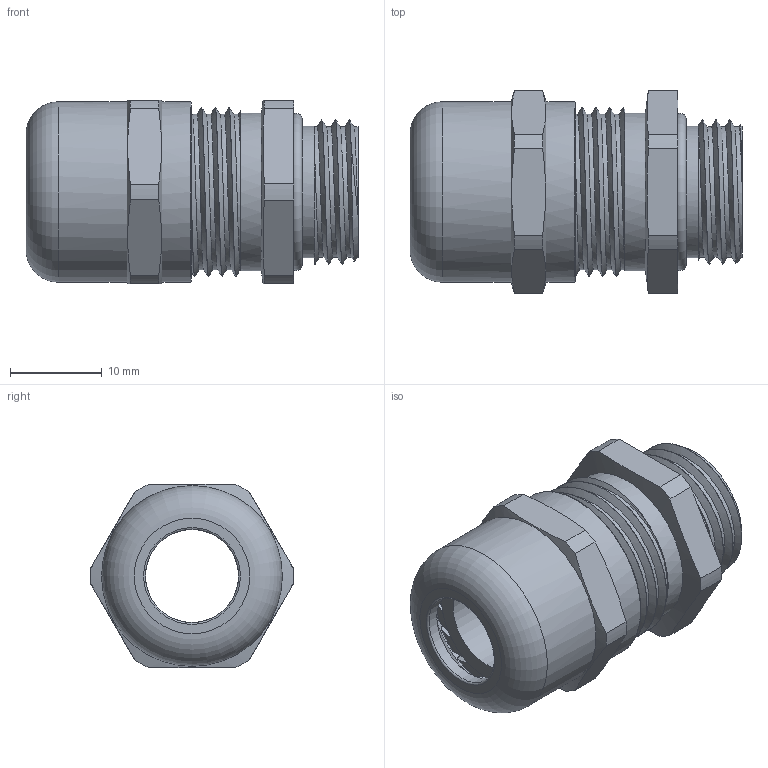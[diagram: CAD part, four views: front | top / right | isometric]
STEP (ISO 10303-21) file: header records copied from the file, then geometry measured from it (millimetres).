
FILE_DESCRIPTION(/* description */ ('Euro-Top MS RAIL M 16x1,5, KB: 5-10 mm, Eurometrisch'),/* implementation_level */ '2;1');
FILE_NAME(/* name */ 'R60084516-RST.stp',/* time_stamp */ '2022-02-03T13:05:21+01:00',/* author */ ('sl'),/* organization */ (''),/* preprocessor_version */ 'ST-DEVELOPER v16.5',/* originating_system */ 'Autodesk Inventor 2017',/* authorisation */ '');
FILE_SCHEMA (('AUTOMOTIVE_DESIGN { 1 0 10303 214 3 1 1 }'));
Length unit declared in the file: millimetre
Products named in the file (6): R60084516; 60084516; 60084516_1; 60084516_2; 60084516_3; 60084516_4
Assembly tree (5 placements, depth 2):
  R60084516
    60084516
    60084516_1
    60084516_2
    60084516_3
    60084516_4
Bounding box: 36.26 x 22.16 x 20 mm (x, y, z)
Volume: 3365.3 mm3; surface area: 8825.8 mm2
Topology: 4 solids, 5 shells, 235 faces, 645 edges, 420 vertices
Faces by surface type: plane 121, cylinder 68, cone 21, torus 19, bspline 6
Full cylindrical faces by diameter (mm): 10.15 x1, 10.17 x1, 10.27 x1, 12.35 x1, 13.24 x1, 13.66 x1, 13.79 x1, 14.36 x1, 15.06 x2, 17.15 x1, 17.21 x1, 17.22 x1, 17.3 x3, 19.72 x2
Entity records: 10848 total; most frequent: CARTESIAN_POINT 4944, DIRECTION 1226, ORIENTED_EDGE 1174, EDGE_CURVE 587, AXIS2_PLACEMENT_3D 496, VERTEX_POINT 393, EDGE_LOOP 270, CIRCLE 255
